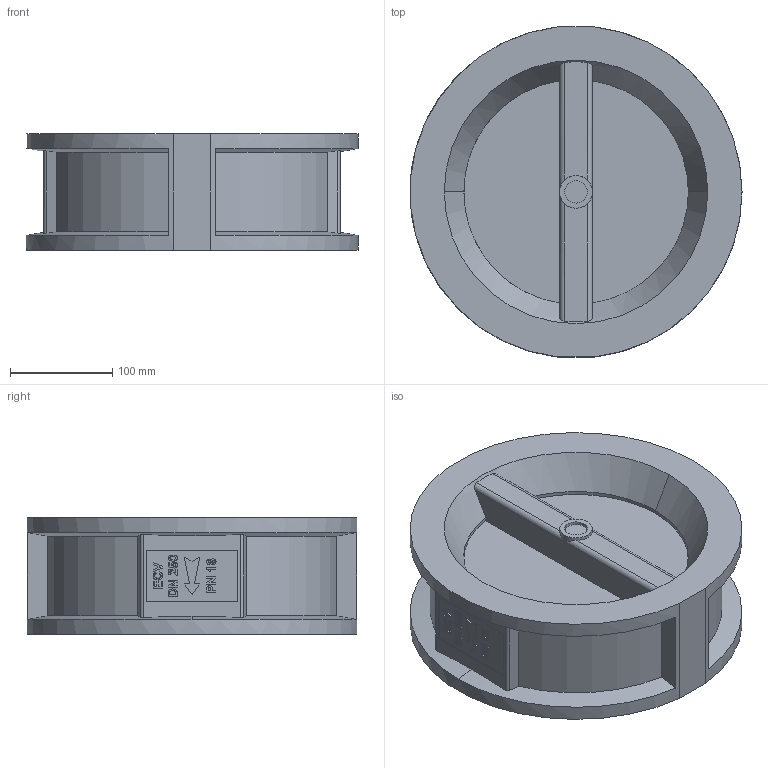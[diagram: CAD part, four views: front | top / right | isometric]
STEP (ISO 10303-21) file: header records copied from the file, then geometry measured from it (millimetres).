
FILE_DESCRIPTION (( 'STEP AP214' ), '1' );
FILE_NAME ('ECV DN 250 PN16.STEP', '2009-04-10T07:23:15', ( ' ' ), ( '' ), 'SwSTEP 2.0', 'SolidWorks 2007', '' );
FILE_SCHEMA (( 'AUTOMOTIVE_DESIGN' ));
Length unit declared in the file: millimetre
Products named in the file (1): ECV DN 250 PN16
Bounding box: 325 x 323 x 114 mm (x, y, z)
Volume: 3708764.1 mm3; surface area: 446816.6 mm2
Topology: 1 solids, 1 shells, 439 faces, 1177 edges, 778 vertices
Faces by surface type: plane 249, bspline 142, cylinder 40, cone 8
Entity records: 21412 total; most frequent: CARTESIAN_POINT 11087, ORIENTED_EDGE 2354, DIRECTION 1511, EDGE_CURVE 1177, VERTEX_POINT 778, LINE 767, VECTOR 767, EDGE_LOOP 489
